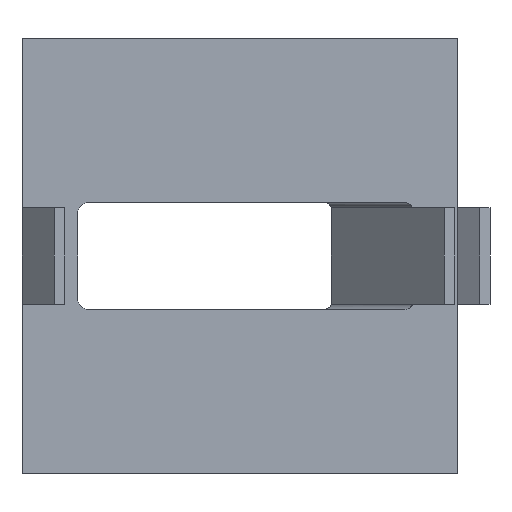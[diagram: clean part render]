
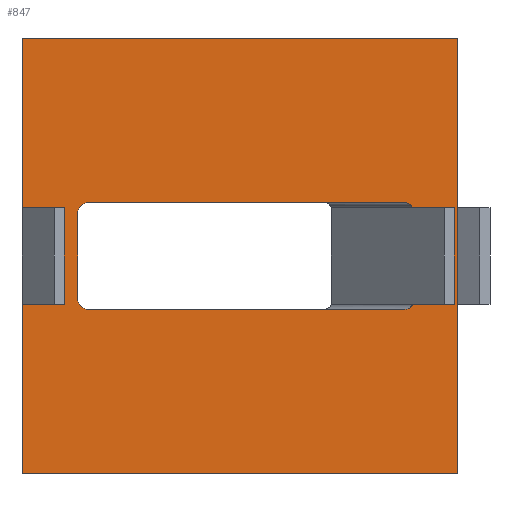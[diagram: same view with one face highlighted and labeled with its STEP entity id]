
A CAD part, front view. The second image highlights one B-rep face of the part: STEP entity #847.
In plain terms, the highlighted planar face has unit normal (0, -1, 0).
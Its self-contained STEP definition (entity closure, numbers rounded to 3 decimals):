
#15=FACE_BOUND('',#138,.T.);
#19=CIRCLE('',#904,1.);
#20=CIRCLE('',#905,1.);
#49=PLANE('',#903);
#91=FACE_OUTER_BOUND('',#137,.T.);
#137=EDGE_LOOP('',(#681,#682,#683,#684,#685,#686,#687,#688));
#138=EDGE_LOOP('',(#689,#690,#691,#692,#693,#694,#695,#696,#697,#698));
#174=LINE('',#1204,#278);
#183=LINE('',#1227,#287);
#187=LINE('',#1235,#291);
#194=LINE('',#1248,#298);
#195=LINE('',#1251,#299);
#198=LINE('',#1257,#302);
#202=LINE('',#1264,#306);
#223=LINE('',#1308,#327);
#224=LINE('',#1310,#328);
#225=LINE('',#1312,#329);
#226=LINE('',#1314,#330);
#227=LINE('',#1315,#331);
#228=LINE('',#1317,#332);
#229=LINE('',#1321,#333);
#278=VECTOR('',#970,31.293);
#287=VECTOR('',#989,2.637);
#291=VECTOR('',#995,9.5);
#298=VECTOR('',#1008,2.637);
#299=VECTOR('',#1011,2.637);
#302=VECTOR('',#1016,9.5);
#306=VECTOR('',#1024,2.637);
#327=VECTOR('',#1065,16.75);
#328=VECTOR('',#1066,43.);
#329=VECTOR('',#1067,43.);
#330=VECTOR('',#1068,43.);
#331=VECTOR('',#1069,16.75);
#332=VECTOR('',#1070,31.293);
#333=VECTOR('',#1073,8.5);
#373=ELLIPSE('',#878,0.707,0.5);
#375=ELLIPSE('',#882,0.707,0.5);
#389=VERTEX_POINT('',#1194);
#390=VERTEX_POINT('',#1195);
#393=VERTEX_POINT('',#1203);
#395=VERTEX_POINT('',#1209);
#396=VERTEX_POINT('',#1210);
#401=VERTEX_POINT('',#1225);
#402=VERTEX_POINT('',#1226);
#405=VERTEX_POINT('',#1234);
#408=VERTEX_POINT('',#1244);
#409=VERTEX_POINT('',#1250);
#411=VERTEX_POINT('',#1256);
#425=VERTEX_POINT('',#1307);
#426=VERTEX_POINT('',#1309);
#427=VERTEX_POINT('',#1311);
#428=VERTEX_POINT('',#1313);
#429=VERTEX_POINT('',#1316);
#430=VERTEX_POINT('',#1318);
#431=VERTEX_POINT('',#1320);
#468=EDGE_CURVE('',#389,#390,#373,.T.);
#472=EDGE_CURVE('',#393,#390,#174,.T.);
#475=EDGE_CURVE('',#395,#396,#375,.T.);
#483=EDGE_CURVE('',#401,#402,#183,.T.);
#487=EDGE_CURVE('',#405,#401,#187,.T.);
#494=EDGE_CURVE('',#408,#405,#194,.T.);
#495=EDGE_CURVE('',#409,#396,#195,.T.);
#498=EDGE_CURVE('',#411,#409,#198,.T.);
#502=EDGE_CURVE('',#389,#411,#202,.T.);
#523=EDGE_CURVE('',#402,#425,#223,.T.);
#524=EDGE_CURVE('',#426,#425,#224,.T.);
#525=EDGE_CURVE('',#427,#426,#225,.T.);
#526=EDGE_CURVE('',#428,#427,#226,.T.);
#527=EDGE_CURVE('',#428,#408,#227,.T.);
#528=EDGE_CURVE('',#395,#429,#228,.T.);
#529=EDGE_CURVE('',#429,#430,#19,.T.);
#530=EDGE_CURVE('',#430,#431,#229,.T.);
#531=EDGE_CURVE('',#431,#393,#20,.T.);
#681=ORIENTED_EDGE('',*,*,#494,.T.);
#682=ORIENTED_EDGE('',*,*,#487,.T.);
#683=ORIENTED_EDGE('',*,*,#483,.T.);
#684=ORIENTED_EDGE('',*,*,#523,.T.);
#685=ORIENTED_EDGE('',*,*,#524,.F.);
#686=ORIENTED_EDGE('',*,*,#525,.F.);
#687=ORIENTED_EDGE('',*,*,#526,.F.);
#688=ORIENTED_EDGE('',*,*,#527,.T.);
#689=ORIENTED_EDGE('',*,*,#502,.T.);
#690=ORIENTED_EDGE('',*,*,#498,.T.);
#691=ORIENTED_EDGE('',*,*,#495,.T.);
#692=ORIENTED_EDGE('',*,*,#475,.F.);
#693=ORIENTED_EDGE('',*,*,#528,.T.);
#694=ORIENTED_EDGE('',*,*,#529,.T.);
#695=ORIENTED_EDGE('',*,*,#530,.T.);
#696=ORIENTED_EDGE('',*,*,#531,.T.);
#697=ORIENTED_EDGE('',*,*,#472,.T.);
#698=ORIENTED_EDGE('',*,*,#468,.F.);
#847=ADVANCED_FACE('',(#91,#15),#49,.T.);
#878=AXIS2_PLACEMENT_3D('',#1196,#962,#963);
#882=AXIS2_PLACEMENT_3D('',#1211,#975,#976);
#903=AXIS2_PLACEMENT_3D('',#1306,#1063,#1064);
#904=AXIS2_PLACEMENT_3D('',#1319,#1071,#1072);
#905=AXIS2_PLACEMENT_3D('',#1322,#1074,#1075);
#962=DIRECTION('center_axis',(0.,-1.,0.));
#963=DIRECTION('ref_axis',(1.,0.,0.));
#970=DIRECTION('',(1.,0.,0.));
#975=DIRECTION('center_axis',(0.,-1.,0.));
#976=DIRECTION('ref_axis',(1.,0.,0.));
#989=DIRECTION('',(-1.,0.,0.));
#995=DIRECTION('',(0.,0.,-1.));
#1008=DIRECTION('',(1.,0.,0.));
#1011=DIRECTION('',(-1.,0.,0.));
#1016=DIRECTION('',(0.,0.,-1.));
#1024=DIRECTION('',(1.,0.,0.));
#1063=DIRECTION('center_axis',(0.,-1.,0.));
#1064=DIRECTION('ref_axis',(1.,0.,0.));
#1065=DIRECTION('',(0.,0.,-1.));
#1066=DIRECTION('',(-1.,0.,0.));
#1067=DIRECTION('',(0.,0.,-1.));
#1068=DIRECTION('',(1.,0.,0.));
#1069=DIRECTION('',(0.,0.,-1.));
#1070=DIRECTION('',(-1.,0.,0.));
#1071=DIRECTION('center_axis',(0.,1.,0.));
#1072=DIRECTION('ref_axis',(0.,0.,1.));
#1073=DIRECTION('',(0.,0.,1.));
#1074=DIRECTION('center_axis',(0.,1.,0.));
#1075=DIRECTION('ref_axis',(1.,0.,0.));
#1194=CARTESIAN_POINT('',(17.,-21.5,4.75));
#1195=CARTESIAN_POINT('',(16.293,-21.5,5.25));
#1196=CARTESIAN_POINT('Origin',(16.293,-21.5,4.75));
#1203=CARTESIAN_POINT('',(-15.,-21.5,5.25));
#1204=CARTESIAN_POINT('',(-6.75,-21.5,5.25));
#1209=CARTESIAN_POINT('',(16.293,-21.5,-5.25));
#1210=CARTESIAN_POINT('',(17.,-21.5,-4.75));
#1211=CARTESIAN_POINT('Origin',(16.293,-21.5,-4.75));
#1225=CARTESIAN_POINT('',(-18.863,-21.5,-4.75));
#1226=CARTESIAN_POINT('',(-21.5,-21.5,-4.75));
#1227=CARTESIAN_POINT('',(-20.39,-21.5,-4.75));
#1234=CARTESIAN_POINT('',(-18.863,-21.5,4.75));
#1235=CARTESIAN_POINT('',(-18.863,-21.5,0.));
#1244=CARTESIAN_POINT('',(-21.5,-21.5,4.75));
#1248=CARTESIAN_POINT('',(-20.39,-21.5,4.75));
#1250=CARTESIAN_POINT('',(19.637,-21.5,-4.75));
#1251=CARTESIAN_POINT('',(-1.14,-21.5,-4.75));
#1256=CARTESIAN_POINT('',(19.637,-21.5,4.75));
#1257=CARTESIAN_POINT('',(19.637,-21.5,0.));
#1264=CARTESIAN_POINT('',(-1.14,-21.5,4.75));
#1306=CARTESIAN_POINT('Origin',(-21.5,-21.5,0.));
#1307=CARTESIAN_POINT('',(-21.5,-21.5,-21.5));
#1308=CARTESIAN_POINT('',(-21.5,-21.5,0.));
#1309=CARTESIAN_POINT('',(21.5,-21.5,-21.5));
#1310=CARTESIAN_POINT('',(21.5,-21.5,-21.5));
#1311=CARTESIAN_POINT('',(21.5,-21.5,21.5));
#1312=CARTESIAN_POINT('',(21.5,-21.5,0.));
#1313=CARTESIAN_POINT('',(-21.5,-21.5,21.5));
#1314=CARTESIAN_POINT('',(21.5,-21.5,21.5));
#1315=CARTESIAN_POINT('',(-21.5,-21.5,0.));
#1316=CARTESIAN_POINT('',(-15.,-21.5,-5.25));
#1317=CARTESIAN_POINT('',(-4.836,-21.5,-5.25));
#1318=CARTESIAN_POINT('',(-16.,-21.5,-4.25));
#1319=CARTESIAN_POINT('Origin',(-15.,-21.5,-4.25));
#1320=CARTESIAN_POINT('',(-16.,-21.5,4.25));
#1321=CARTESIAN_POINT('',(-16.,-21.5,2.125));
#1322=CARTESIAN_POINT('Origin',(-15.,-21.5,4.25));
